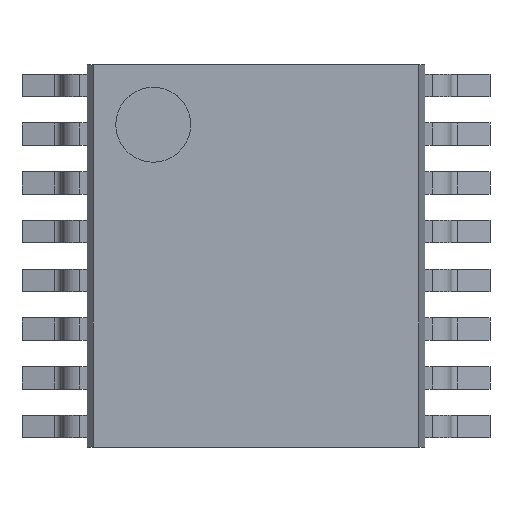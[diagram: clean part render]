
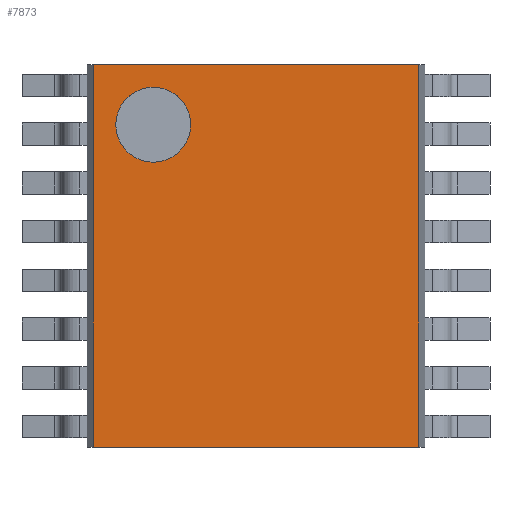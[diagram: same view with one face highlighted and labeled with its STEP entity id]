
A CAD part, top view. The second image highlights one B-rep face of the part: STEP entity #7873.
In plain terms, the highlighted planar face has unit normal (0, 0, 1).
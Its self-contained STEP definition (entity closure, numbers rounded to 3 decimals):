
#7519=CARTESIAN_POINT('',(-0.871,1.75,1.1));
#7520=VERTEX_POINT('',#7519);
#7529=CARTESIAN_POINT('',(-1.871,1.75,1.1));
#7530=VERTEX_POINT('',#7529);
#7531=CARTESIAN_POINT('',(-1.371,1.75,1.1));
#7532=DIRECTION('',(0.0,0.0,-1.0));
#7533=DIRECTION('',(1.0,0.0,0.0));
#7534=AXIS2_PLACEMENT_3D('',#7531,#7532,#7533);
#7535=CIRCLE('',#7534,0.5);
#7536=EDGE_CURVE('',#7530,#7520,#7535,.T.);
#7563=CARTESIAN_POINT('',(2.171,2.55,1.1));
#7564=VERTEX_POINT('',#7563);
#7571=CARTESIAN_POINT('',(2.171,-2.55,1.1));
#7572=VERTEX_POINT('',#7571);
#7573=CARTESIAN_POINT('',(2.171,-2.55,1.1));
#7574=DIRECTION('',(0.0,1.0,0.0));
#7575=VECTOR('',#7574,5.1);
#7576=LINE('',#7573,#7575);
#7577=EDGE_CURVE('',#7572,#7564,#7576,.T.);
#7618=CARTESIAN_POINT('',(-2.171,-2.55,1.1));
#7619=VERTEX_POINT('',#7618);
#7620=CARTESIAN_POINT('',(2.171,-2.55,1.1));
#7621=DIRECTION('',(-1.0,0.0,0.0));
#7622=VECTOR('',#7621,4.341);
#7623=LINE('',#7620,#7622);
#7624=EDGE_CURVE('',#7572,#7619,#7623,.T.);
#7664=CARTESIAN_POINT('',(-2.171,2.55,1.1));
#7665=VERTEX_POINT('',#7664);
#7681=CARTESIAN_POINT('',(-2.171,2.55,1.1));
#7682=DIRECTION('',(0.0,-1.0,0.0));
#7683=VECTOR('',#7682,5.1);
#7684=LINE('',#7681,#7683);
#7685=EDGE_CURVE('',#7619,#7665,#7684,.F.);
#7734=CARTESIAN_POINT('',(2.171,2.55,1.1));
#7735=DIRECTION('',(-1.0,0.0,0.0));
#7736=VECTOR('',#7735,4.341);
#7737=LINE('',#7734,#7736);
#7738=EDGE_CURVE('',#7564,#7665,#7737,.T.);
#7838=CARTESIAN_POINT('',(-1.371,1.75,1.1));
#7839=DIRECTION('',(0.0,0.0,-1.0));
#7840=DIRECTION('',(1.0,0.0,0.0));
#7841=AXIS2_PLACEMENT_3D('',#7838,#7839,#7840);
#7842=CIRCLE('',#7841,0.5);
#7843=EDGE_CURVE('',#7520,#7530,#7842,.T.);
#7858=CARTESIAN_POINT('',(2.171,-5.35,1.1));
#7859=DIRECTION('',(0.0,0.0,1.0));
#7860=DIRECTION('',(0.0,-1.0,0.0));
#7861=AXIS2_PLACEMENT_3D('',#7858,#7859,#7860);
#7862=PLANE('',#7861);
#7863=ORIENTED_EDGE('',*,*,#7738,.T.);
#7864=ORIENTED_EDGE('',*,*,#7685,.F.);
#7865=ORIENTED_EDGE('',*,*,#7624,.F.);
#7866=ORIENTED_EDGE('',*,*,#7577,.T.);
#7867=EDGE_LOOP('',(#7863,#7864,#7865,#7866));
#7868=FACE_OUTER_BOUND('',#7867,.T.);
#7869=ORIENTED_EDGE('',*,*,#7843,.T.);
#7870=ORIENTED_EDGE('',*,*,#7536,.T.);
#7871=EDGE_LOOP('',(#7869,#7870));
#7872=FACE_BOUND('',#7871,.T.);
#7873=ADVANCED_FACE('',(#7868,#7872),#7862,.T.);
